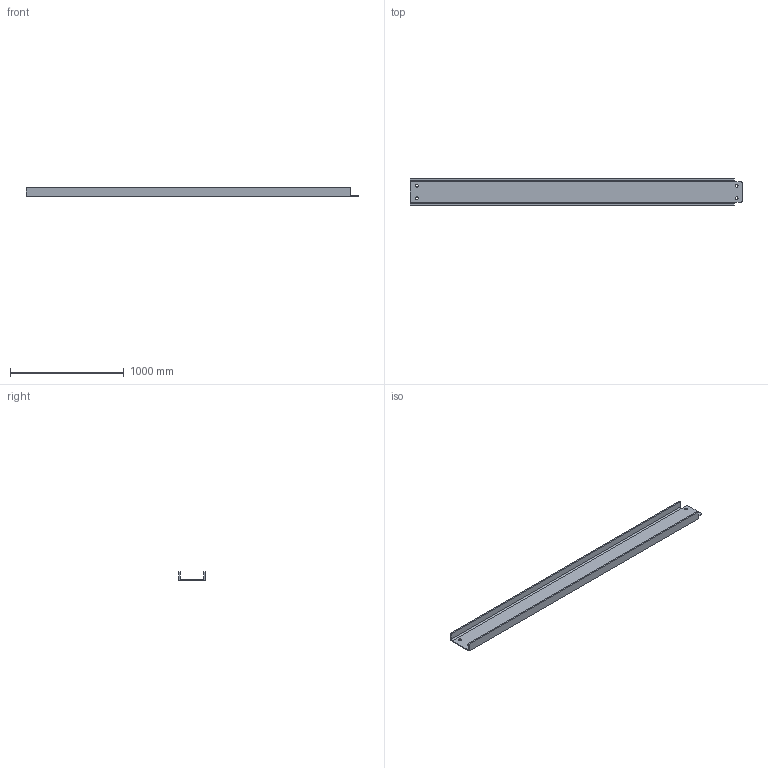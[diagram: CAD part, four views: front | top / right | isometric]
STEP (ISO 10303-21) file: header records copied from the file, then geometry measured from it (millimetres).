
FILE_DESCRIPTION (( 'STEP AP203' ), '1' );
FILE_NAME ('3982-48_REV_.step', '2026-01-19T05:51:12', ( '' ), ( '' ), 'SwSTEP 2.0', 'SolidWorks 2025', '' );
FILE_SCHEMA (( 'CONFIG_CONTROL_DESIGN' ));
Length unit declared in the file: millimetre
Products named in the file (1): 3982-48_REV_
Bounding box: 2915 x 230 x 75 mm (x, y, z)
Volume: 9176429.3 mm3; surface area: 2126706.1 mm2
Topology: 1 solids, 1 shells, 28 faces, 78 edges, 52 vertices
Faces by surface type: cylinder 14, plane 14
Entity records: 1025 total; most frequent: CARTESIAN_POINT 185, DIRECTION 162, ORIENTED_EDGE 156, EDGE_CURVE 78, AXIS2_PLACEMENT_3D 57, VERTEX_POINT 52, LINE 48, VECTOR 48
